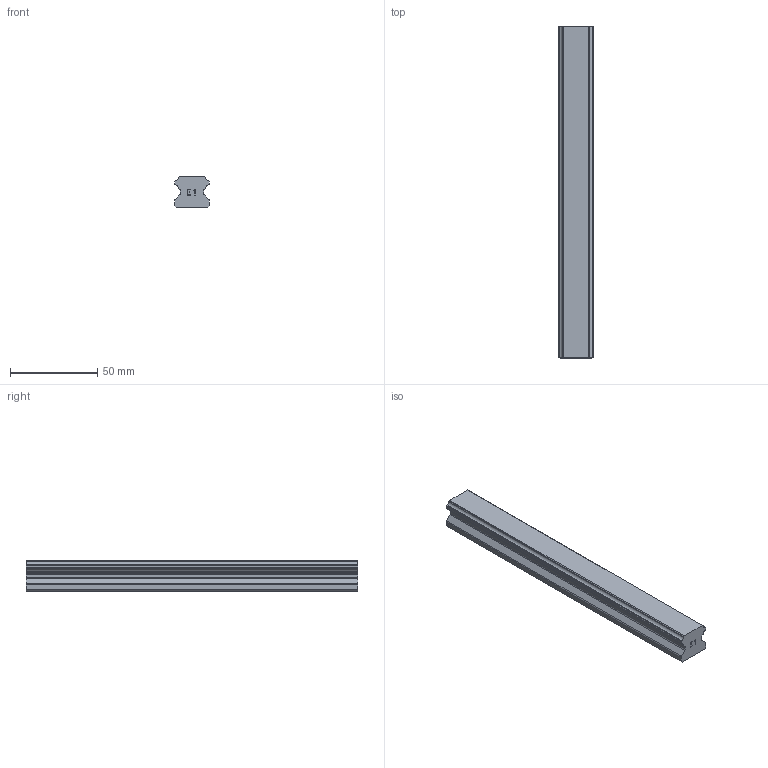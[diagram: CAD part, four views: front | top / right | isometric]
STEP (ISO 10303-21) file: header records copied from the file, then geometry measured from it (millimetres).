
FILE_DESCRIPTION(('STEP AP214'),'1');
FILE_NAME('cctmp_94AAC3EC-0EE1-4C98-B978-B31237E337E9_2021_01_22_13_54_25_0232..stp','2021-01-22T12:54:25',('HIWIN GmbH'),('CADClick - www.CADClick.com'),'Spatial InterOp 3D',' ','unknown authorization');
FILE_SCHEMA(('AUTOMOTIVE_DESIGN'));
Length unit declared in the file: millimetre
Products named in the file (1): HGR20T190C_FILE
Bounding box: 20 x 190 x 17.5 mm (x, y, z)
Volume: 56154.4 mm3; surface area: 15674.1 mm2
Topology: 1 solids, 1 shells, 119 faces, 333 edges, 217 vertices
Faces by surface type: plane 85, cylinder 28, cone 6
Entity records: 4729 total; most frequent: CARTESIAN_POINT 664, ORIENTED_EDGE 654, DIRECTION 623, EDGE_CURVE 327, LINE 271, VECTOR 271, VERTEX_POINT 217, AXIS2_PLACEMENT_3D 176
